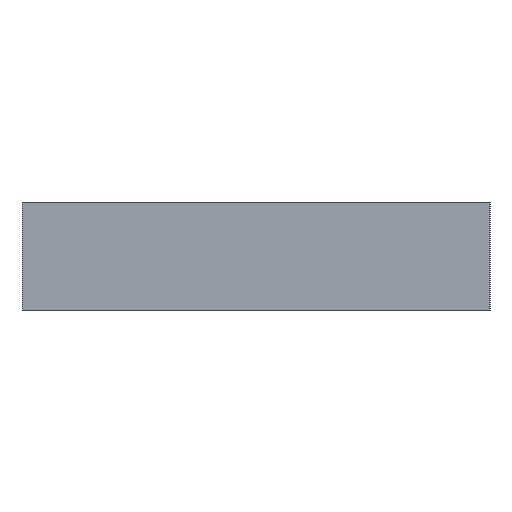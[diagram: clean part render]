
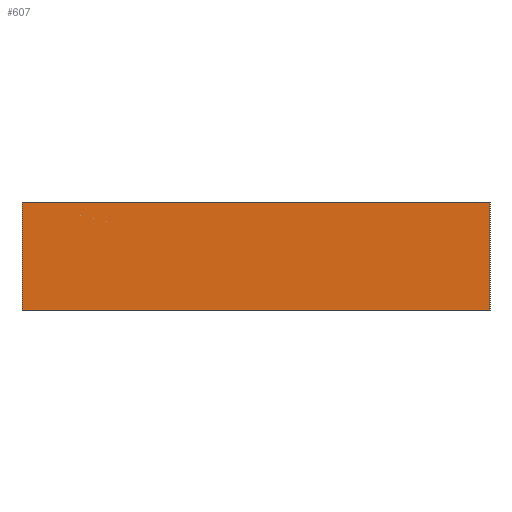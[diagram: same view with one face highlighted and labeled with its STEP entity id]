
A CAD part, left-side view. The second image highlights one B-rep face of the part: STEP entity #607.
In plain terms, the highlighted planar face has unit normal (-1, 0, 0).
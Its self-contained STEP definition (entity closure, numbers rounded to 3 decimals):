
#10 = CARTESIAN_POINT ( 'NONE',  ( -37.5, 33.921, 15. ) ) ;
#71 = CARTESIAN_POINT ( 'NONE',  ( -37.5, 33.921, 15. ) ) ;
#94 = EDGE_CURVE ( 'NONE', #338, #136, #387, .T. ) ;
#114 = ORIENTED_EDGE ( 'NONE', *, *, #94, .F. ) ;
#118 = PLANE ( 'NONE',  #277 ) ;
#121 = DIRECTION ( 'NONE',  ( 0., -1., 0. ) ) ;
#136 = VERTEX_POINT ( 'NONE', #520 ) ;
#171 = EDGE_CURVE ( 'NONE', #294, #338, #175, .T. ) ;
#175 = LINE ( 'NONE', #420, #539 ) ;
#188 = EDGE_LOOP ( 'NONE', ( #432, #114, #487, #434 ) ) ;
#242 = DIRECTION ( 'NONE',  ( 1., 0., 0. ) ) ;
#265 = VECTOR ( 'NONE', #691, 1000. ) ;
#271 = EDGE_CURVE ( 'NONE', #744, #136, #535, .T. ) ;
#273 = CARTESIAN_POINT ( 'NONE',  ( -37.5, -31.079, 15. ) ) ;
#274 = FACE_OUTER_BOUND ( 'NONE', #188, .T. ) ;
#277 = AXIS2_PLACEMENT_3D ( 'NONE', #10, #242, #296 ) ;
#294 = VERTEX_POINT ( 'NONE', #71 ) ;
#296 = DIRECTION ( 'NONE',  ( 0., 1., 0. ) ) ;
#303 = VECTOR ( 'NONE', #711, 1000. ) ;
#311 = CARTESIAN_POINT ( 'NONE',  ( -37.5, -31.079, 15. ) ) ;
#338 = VERTEX_POINT ( 'NONE', #311 ) ;
#380 = EDGE_CURVE ( 'NONE', #294, #744, #740, .T. ) ;
#383 = CARTESIAN_POINT ( 'NONE',  ( -37.5, 33.921, 0. ) ) ;
#387 = LINE ( 'NONE', #273, #265 ) ;
#420 = CARTESIAN_POINT ( 'NONE',  ( -37.5, 33.921, 15. ) ) ;
#432 = ORIENTED_EDGE ( 'NONE', *, *, #271, .T. ) ;
#434 = ORIENTED_EDGE ( 'NONE', *, *, #380, .T. ) ;
#487 = ORIENTED_EDGE ( 'NONE', *, *, #171, .F. ) ;
#504 = VECTOR ( 'NONE', #672, 1000. ) ;
#520 = CARTESIAN_POINT ( 'NONE',  ( -37.5, -31.079, 0. ) ) ;
#535 = LINE ( 'NONE', #720, #303 ) ;
#539 = VECTOR ( 'NONE', #121, 1000. ) ;
#607 = ADVANCED_FACE ( 'NONE', ( #274 ), #118, .F. ) ;
#672 = DIRECTION ( 'NONE',  ( 0., 0., -1. ) ) ;
#691 = DIRECTION ( 'NONE',  ( 0., 0., -1. ) ) ;
#711 = DIRECTION ( 'NONE',  ( 0., -1., 0. ) ) ;
#720 = CARTESIAN_POINT ( 'NONE',  ( -37.5, 33.921, 0. ) ) ;
#731 = CARTESIAN_POINT ( 'NONE',  ( -37.5, 33.921, 15. ) ) ;
#740 = LINE ( 'NONE', #731, #504 ) ;
#744 = VERTEX_POINT ( 'NONE', #383 ) ;
